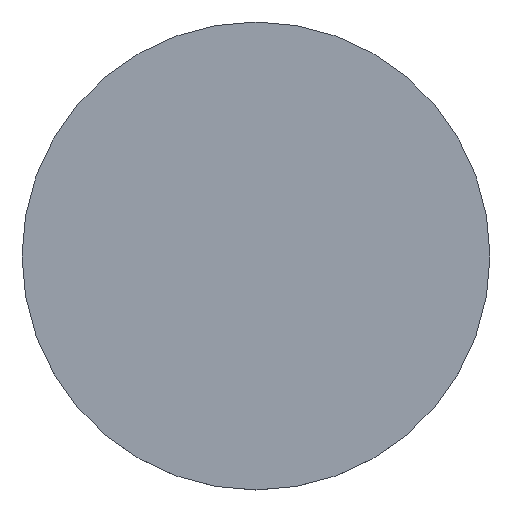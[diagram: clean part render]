
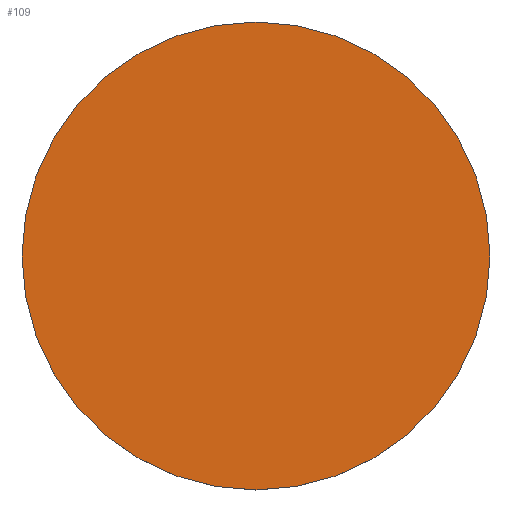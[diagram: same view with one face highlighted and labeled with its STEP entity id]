
A CAD part, top view. The second image highlights one B-rep face of the part: STEP entity #109.
In plain terms, the highlighted planar face has unit normal (0, 0, 1).
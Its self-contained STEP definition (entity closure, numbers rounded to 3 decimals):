
#9 = CARTESIAN_POINT ( 'NONE',  ( -25.75, 0., 1.5 ) ) ;
#10 = DIRECTION ( 'NONE',  ( 0., 0., 1. ) ) ;
#33 = CIRCLE ( 'NONE', #71, 25.75 ) ;
#37 = AXIS2_PLACEMENT_3D ( 'NONE', #91, #10, #103 ) ;
#39 = PLANE ( 'NONE',  #46 ) ;
#40 = FACE_OUTER_BOUND ( 'NONE', #89, .T. ) ;
#43 = CIRCLE ( 'NONE', #37, 25.75 ) ;
#46 = AXIS2_PLACEMENT_3D ( 'NONE', #129, #48, #148 ) ;
#48 = DIRECTION ( 'NONE',  ( 0., 0., 1. ) ) ;
#63 = CARTESIAN_POINT ( 'NONE',  ( 0., 0., 1.5 ) ) ;
#67 = VERTEX_POINT ( 'NONE', #147 ) ;
#68 = ORIENTED_EDGE ( 'NONE', *, *, #161, .T. ) ;
#71 = AXIS2_PLACEMENT_3D ( 'NONE', #63, #164, #79 ) ;
#76 = VERTEX_POINT ( 'NONE', #9 ) ;
#79 = DIRECTION ( 'NONE',  ( 1., 0., 0. ) ) ;
#89 = EDGE_LOOP ( 'NONE', ( #68, #143 ) ) ;
#91 = CARTESIAN_POINT ( 'NONE',  ( 0., 0., 1.5 ) ) ;
#103 = DIRECTION ( 'NONE',  ( 1., 0., 0. ) ) ;
#109 = ADVANCED_FACE ( 'NONE', ( #40 ), #39, .T. ) ;
#129 = CARTESIAN_POINT ( 'NONE',  ( 0., 0., 1.5 ) ) ;
#141 = EDGE_CURVE ( 'NONE', #67, #76, #43, .T. ) ;
#143 = ORIENTED_EDGE ( 'NONE', *, *, #141, .T. ) ;
#147 = CARTESIAN_POINT ( 'NONE',  ( 25.75, 0., 1.5 ) ) ;
#148 = DIRECTION ( 'NONE',  ( 1., 0., 0. ) ) ;
#161 = EDGE_CURVE ( 'NONE', #76, #67, #33, .T. ) ;
#164 = DIRECTION ( 'NONE',  ( 0., 0., 1. ) ) ;
